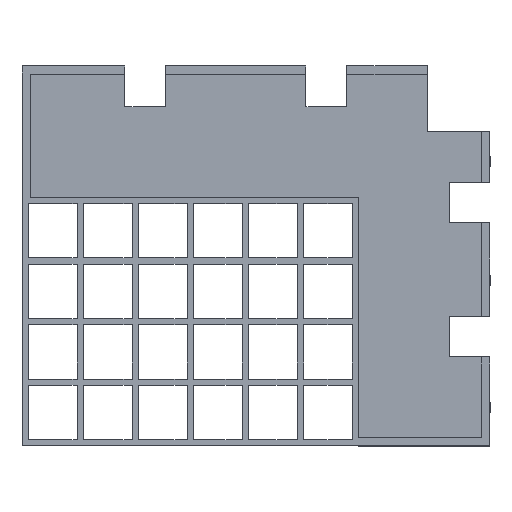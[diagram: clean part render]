
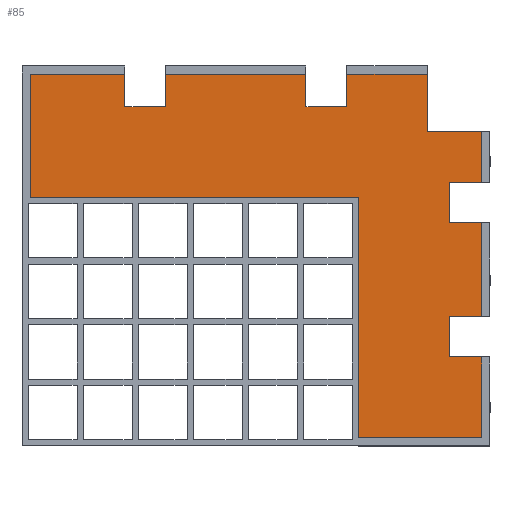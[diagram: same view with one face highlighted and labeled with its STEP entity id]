
A CAD part, top view. The second image highlights one B-rep face of the part: STEP entity #85.
In plain terms, the highlighted planar face has unit normal (0, 0, 1).
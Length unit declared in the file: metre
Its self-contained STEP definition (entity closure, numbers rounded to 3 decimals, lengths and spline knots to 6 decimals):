
#85=ADVANCED_FACE('',(#261),#3209,.T.);
#261=FACE_OUTER_BOUND('',#437,.T.);
#437=EDGE_LOOP('',(#710,#711,#712,#713,#714,#715,#716,#717,#718,#719,#720,
#721,#722,#723,#724,#725,#726,#727,#728,#729,#730,#731,#732,#733));
#710=ORIENTED_EDGE('',*,*,#2186,.T.);
#711=ORIENTED_EDGE('',*,*,#2184,.T.);
#712=ORIENTED_EDGE('',*,*,#2185,.T.);
#713=ORIENTED_EDGE('',*,*,#2202,.T.);
#714=ORIENTED_EDGE('',*,*,#1769,.T.);
#715=ORIENTED_EDGE('',*,*,#1724,.T.);
#716=ORIENTED_EDGE('',*,*,#1741,.T.);
#717=ORIENTED_EDGE('',*,*,#2113,.T.);
#718=ORIENTED_EDGE('',*,*,#2114,.T.);
#719=ORIENTED_EDGE('',*,*,#2112,.T.);
#720=ORIENTED_EDGE('',*,*,#2130,.T.);
#721=ORIENTED_EDGE('',*,*,#2137,.T.);
#722=ORIENTED_EDGE('',*,*,#2138,.T.);
#723=ORIENTED_EDGE('',*,*,#2136,.T.);
#724=ORIENTED_EDGE('',*,*,#2154,.T.);
#725=ORIENTED_EDGE('',*,*,#1740,.T.);
#726=ORIENTED_EDGE('',*,*,#1743,.T.);
#727=ORIENTED_EDGE('',*,*,#1721,.T.);
#728=ORIENTED_EDGE('',*,*,#1766,.T.);
#729=ORIENTED_EDGE('',*,*,#1767,.T.);
#730=ORIENTED_EDGE('',*,*,#2162,.T.);
#731=ORIENTED_EDGE('',*,*,#2160,.T.);
#732=ORIENTED_EDGE('',*,*,#2161,.T.);
#733=ORIENTED_EDGE('',*,*,#2178,.T.);
#1721=EDGE_CURVE('',#2799,#2832,#2340,.T.);
#1724=EDGE_CURVE('',#2801,#2816,#2343,.T.);
#1740=EDGE_CURVE('',#2818,#2814,#2359,.T.);
#1741=EDGE_CURVE('',#2816,#3061,#2360,.T.);
#1743=EDGE_CURVE('',#2814,#2799,#2362,.T.);
#1766=EDGE_CURVE('',#2832,#2836,#2385,.T.);
#1767=EDGE_CURVE('',#2836,#3094,#2386,.T.);
#1769=EDGE_CURVE('',#2834,#2801,#2388,.T.);
#2112=EDGE_CURVE('',#3059,#3060,#2701,.T.);
#2113=EDGE_CURVE('',#3061,#3062,#2702,.T.);
#2114=EDGE_CURVE('',#3062,#3059,#2703,.T.);
#2130=EDGE_CURVE('',#3060,#3077,#2719,.T.);
#2136=EDGE_CURVE('',#3075,#3076,#2725,.T.);
#2137=EDGE_CURVE('',#3077,#3078,#2726,.T.);
#2138=EDGE_CURVE('',#3078,#3075,#2727,.T.);
#2154=EDGE_CURVE('',#3076,#2818,#2743,.T.);
#2160=EDGE_CURVE('',#3091,#3092,#2749,.T.);
#2161=EDGE_CURVE('',#3092,#3093,#2750,.T.);
#2162=EDGE_CURVE('',#3094,#3091,#2751,.T.);
#2178=EDGE_CURVE('',#3093,#3110,#2767,.T.);
#2184=EDGE_CURVE('',#3107,#3108,#2773,.T.);
#2185=EDGE_CURVE('',#3108,#3109,#2774,.T.);
#2186=EDGE_CURVE('',#3110,#3107,#2775,.T.);
#2202=EDGE_CURVE('',#3109,#2834,#2791,.T.);
#2340=B_SPLINE_CURVE_WITH_KNOTS('',1,(#4020,#4021),.UNSPECIFIED.,.F.,.F.,
(2,2),(0.,117.8),.UNSPECIFIED.);
#2343=B_SPLINE_CURVE_WITH_KNOTS('',1,(#4026,#4027),.UNSPECIFIED.,.F.,.F.,
(2,2),(0.,27.88561),.UNSPECIFIED.);
#2359=B_SPLINE_CURVE_WITH_KNOTS('',1,(#4058,#4059),.UNSPECIFIED.,.F.,.F.,
(2,2),(-60.4,0.),.UNSPECIFIED.);
#2360=B_SPLINE_CURVE_WITH_KNOTS('',1,(#4060,#4061),.UNSPECIFIED.,.F.,.F.,
(2,2),(18.439089,57.990065),.UNSPECIFIED.);
#2362=B_SPLINE_CURVE_WITH_KNOTS('',1,(#4064,#4065),.UNSPECIFIED.,.F.,.F.,
(2,2),(0.,161.),.UNSPECIFIED.);
#2385=B_SPLINE_CURVE_WITH_KNOTS('',1,(#4110,#4111),.UNSPECIFIED.,.F.,.F.,
(2,2),(377.028781,437.428781),.UNSPECIFIED.);
#2386=B_SPLINE_CURVE_WITH_KNOTS('',1,(#4112,#4113),.UNSPECIFIED.,.F.,.F.,
(2,2),(0.,39.584068),.UNSPECIFIED.);
#2388=B_SPLINE_CURVE_WITH_KNOTS('',1,(#4116,#4117),.UNSPECIFIED.,.F.,.F.,
(2,2),(0.,26.659689),.UNSPECIFIED.);
#2701=B_SPLINE_CURVE_WITH_KNOTS('',1,(#4824,#4825),.UNSPECIFIED.,.F.,.F.,
(2,2),(0.,16.),.UNSPECIFIED.);
#2702=B_SPLINE_CURVE_WITH_KNOTS('',1,(#4826,#4827),.UNSPECIFIED.,.F.,.F.,
(2,2),(44.,60.),.UNSPECIFIED.);
#2703=B_SPLINE_CURVE_WITH_KNOTS('',1,(#4828,#4829),.UNSPECIFIED.,.F.,.F.,
(2,2),(60.,80.),.UNSPECIFIED.);
#2719=B_SPLINE_CURVE_WITH_KNOTS('',1,(#4860,#4861),.UNSPECIFIED.,.F.,.F.,
(2,2),(77.990065,146.769068),.UNSPECIFIED.);
#2725=B_SPLINE_CURVE_WITH_KNOTS('',1,(#4872,#4873),.UNSPECIFIED.,.F.,.F.,
(2,2),(0.,16.),.UNSPECIFIED.);
#2726=B_SPLINE_CURVE_WITH_KNOTS('',1,(#4874,#4875),.UNSPECIFIED.,.F.,.F.,
(2,2),(44.,60.),.UNSPECIFIED.);
#2727=B_SPLINE_CURVE_WITH_KNOTS('',1,(#4876,#4877),.UNSPECIFIED.,.F.,.F.,
(2,2),(60.,80.),.UNSPECIFIED.);
#2743=B_SPLINE_CURVE_WITH_KNOTS('',1,(#4908,#4909),.UNSPECIFIED.,.F.,.F.,
(2,2),(166.769068,213.1794),.UNSPECIFIED.);
#2749=B_SPLINE_CURVE_WITH_KNOTS('',1,(#4920,#4921),.UNSPECIFIED.,.F.,.F.,
(2,2),(0.,20.),.UNSPECIFIED.);
#2750=B_SPLINE_CURVE_WITH_KNOTS('',1,(#4922,#4923),.UNSPECIFIED.,.F.,.F.,
(2,2),(20.,36.),.UNSPECIFIED.);
#2751=B_SPLINE_CURVE_WITH_KNOTS('',1,(#4924,#4925),.UNSPECIFIED.,.F.,.F.,
(2,2),(64.,80.),.UNSPECIFIED.);
#2767=B_SPLINE_CURVE_WITH_KNOTS('',1,(#4956,#4957),.UNSPECIFIED.,.F.,.F.,
(2,2),(59.584068,105.276558),.UNSPECIFIED.);
#2773=B_SPLINE_CURVE_WITH_KNOTS('',1,(#4968,#4969),.UNSPECIFIED.,.F.,.F.,
(2,2),(0.,20.),.UNSPECIFIED.);
#2774=B_SPLINE_CURVE_WITH_KNOTS('',1,(#4970,#4971),.UNSPECIFIED.,.F.,.F.,
(2,2),(209.4,225.4),.UNSPECIFIED.);
#2775=B_SPLINE_CURVE_WITH_KNOTS('',1,(#4972,#4973),.UNSPECIFIED.,.F.,.F.,
(2,2),(-225.4,-209.4),.UNSPECIFIED.);
#2791=B_SPLINE_CURVE_WITH_KNOTS('',1,(#5004,#5005),.UNSPECIFIED.,.F.,.F.,
(2,2),(125.276558,150.31439),.UNSPECIFIED.);
#2799=VERTEX_POINT('',#3670);
#2801=VERTEX_POINT('',#3672);
#2814=VERTEX_POINT('',#3685);
#2816=VERTEX_POINT('',#3687);
#2818=VERTEX_POINT('',#3689);
#2832=VERTEX_POINT('',#3703);
#2834=VERTEX_POINT('',#3705);
#2836=VERTEX_POINT('',#3707);
#3059=VERTEX_POINT('',#3930);
#3060=VERTEX_POINT('',#3931);
#3061=VERTEX_POINT('',#3932);
#3062=VERTEX_POINT('',#3933);
#3075=VERTEX_POINT('',#3946);
#3076=VERTEX_POINT('',#3947);
#3077=VERTEX_POINT('',#3948);
#3078=VERTEX_POINT('',#3949);
#3091=VERTEX_POINT('',#3962);
#3092=VERTEX_POINT('',#3963);
#3093=VERTEX_POINT('',#3964);
#3094=VERTEX_POINT('',#3965);
#3107=VERTEX_POINT('',#3978);
#3108=VERTEX_POINT('',#3979);
#3109=VERTEX_POINT('',#3980);
#3110=VERTEX_POINT('',#3981);
#3209=PLANE('',#3375);
#3375=AXIS2_PLACEMENT_3D('',#3657,#3496,$);
#3496=DIRECTION('',(0.,0.,1.));
#3657=CARTESIAN_POINT('',(106.4,123.8,20.));
#3670=CARTESIAN_POINT('',(42.,59.4,20.));
#3672=CARTESIAN_POINT('',(75.740311,91.91439,20.));
#3685=CARTESIAN_POINT('',(-119.,59.4,20.));
#3687=CARTESIAN_POINT('',(75.740311,119.8,20.));
#3689=CARTESIAN_POINT('',(-119.,119.8,20.));
#3703=CARTESIAN_POINT('',(42.,-58.4,20.));
#3705=CARTESIAN_POINT('',(102.4,91.91439,20.));
#3707=CARTESIAN_POINT('',(102.4,-58.4,20.));
#3930=CARTESIAN_POINT('',(16.189335,103.8,20.));
#3931=CARTESIAN_POINT('',(16.189335,119.8,20.));
#3932=CARTESIAN_POINT('',(36.189335,119.8,20.));
#3933=CARTESIAN_POINT('',(36.189335,103.8,20.));
#3946=CARTESIAN_POINT('',(-72.589668,103.8,20.));
#3947=CARTESIAN_POINT('',(-72.589668,119.8,20.));
#3948=CARTESIAN_POINT('',(-52.589668,119.8,20.));
#3949=CARTESIAN_POINT('',(-52.589668,103.8,20.));
#3962=CARTESIAN_POINT('',(86.4,-18.815932,20.));
#3963=CARTESIAN_POINT('',(86.4,1.184068,20.));
#3964=CARTESIAN_POINT('',(102.4,1.184068,20.));
#3965=CARTESIAN_POINT('',(102.4,-18.815932,20.));
#3978=CARTESIAN_POINT('',(86.4,46.876558,20.));
#3979=CARTESIAN_POINT('',(86.4,66.876558,20.));
#3980=CARTESIAN_POINT('',(102.4,66.876558,20.));
#3981=CARTESIAN_POINT('',(102.4,46.876558,20.));
#4020=CARTESIAN_POINT('',(42.,59.4,20.));
#4021=CARTESIAN_POINT('',(42.,-58.4,20.));
#4026=CARTESIAN_POINT('',(75.740311,91.91439,20.));
#4027=CARTESIAN_POINT('',(75.740311,119.8,20.));
#4058=CARTESIAN_POINT('',(-119.,119.8,20.));
#4059=CARTESIAN_POINT('',(-119.,59.4,20.));
#4060=CARTESIAN_POINT('',(75.740311,119.8,20.));
#4061=CARTESIAN_POINT('',(36.189335,119.8,20.));
#4064=CARTESIAN_POINT('',(-119.,59.4,20.));
#4065=CARTESIAN_POINT('',(42.,59.4,20.));
#4110=CARTESIAN_POINT('',(42.,-58.4,20.));
#4111=CARTESIAN_POINT('',(102.4,-58.4,20.));
#4112=CARTESIAN_POINT('',(102.4,-58.4,20.));
#4113=CARTESIAN_POINT('',(102.4,-18.815932,20.));
#4116=CARTESIAN_POINT('',(102.4,91.91439,20.));
#4117=CARTESIAN_POINT('',(75.740311,91.91439,20.));
#4824=CARTESIAN_POINT('',(16.189335,103.8,20.));
#4825=CARTESIAN_POINT('',(16.189335,119.8,20.));
#4826=CARTESIAN_POINT('',(36.189335,119.8,20.));
#4827=CARTESIAN_POINT('',(36.189335,103.8,20.));
#4828=CARTESIAN_POINT('',(36.189335,103.8,20.));
#4829=CARTESIAN_POINT('',(16.189335,103.8,20.));
#4860=CARTESIAN_POINT('',(16.189335,119.8,20.));
#4861=CARTESIAN_POINT('',(-52.589668,119.8,20.));
#4872=CARTESIAN_POINT('',(-72.589668,103.8,20.));
#4873=CARTESIAN_POINT('',(-72.589668,119.8,20.));
#4874=CARTESIAN_POINT('',(-52.589668,119.8,20.));
#4875=CARTESIAN_POINT('',(-52.589668,103.8,20.));
#4876=CARTESIAN_POINT('',(-52.589668,103.8,20.));
#4877=CARTESIAN_POINT('',(-72.589668,103.8,20.));
#4908=CARTESIAN_POINT('',(-72.589668,119.8,20.));
#4909=CARTESIAN_POINT('',(-119.,119.8,20.));
#4920=CARTESIAN_POINT('',(86.4,-18.815932,20.));
#4921=CARTESIAN_POINT('',(86.4,1.184068,20.));
#4922=CARTESIAN_POINT('',(86.4,1.184068,20.));
#4923=CARTESIAN_POINT('',(102.4,1.184068,20.));
#4924=CARTESIAN_POINT('',(102.4,-18.815932,20.));
#4925=CARTESIAN_POINT('',(86.4,-18.815932,20.));
#4956=CARTESIAN_POINT('',(102.4,1.184068,20.));
#4957=CARTESIAN_POINT('',(102.4,46.876558,20.));
#4968=CARTESIAN_POINT('',(86.4,46.876558,20.));
#4969=CARTESIAN_POINT('',(86.4,66.876558,20.));
#4970=CARTESIAN_POINT('',(86.4,66.876558,20.));
#4971=CARTESIAN_POINT('',(102.4,66.876558,20.));
#4972=CARTESIAN_POINT('',(102.4,46.876558,20.));
#4973=CARTESIAN_POINT('',(86.4,46.876558,20.));
#5004=CARTESIAN_POINT('',(102.4,66.876558,20.));
#5005=CARTESIAN_POINT('',(102.4,91.91439,20.));
